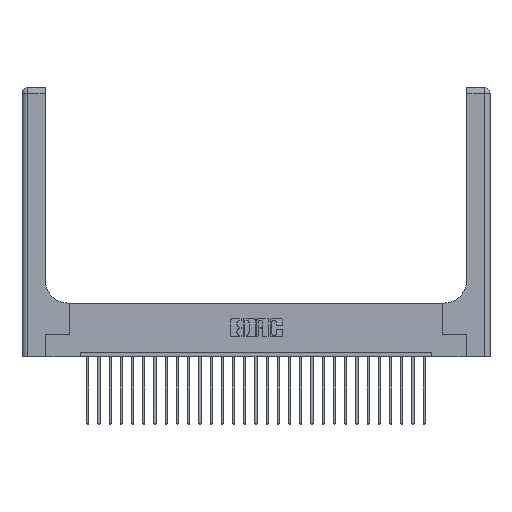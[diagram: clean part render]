
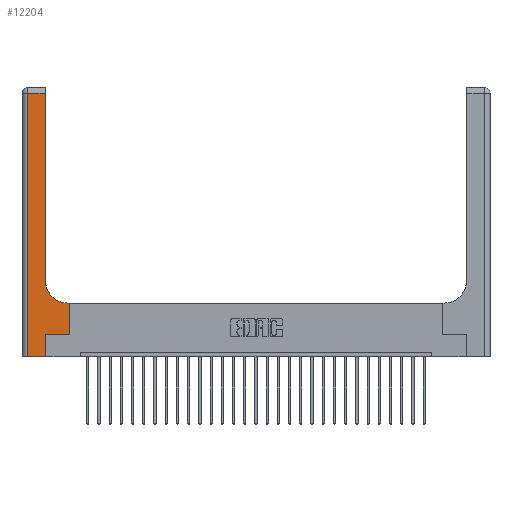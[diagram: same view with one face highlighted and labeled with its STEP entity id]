
A CAD part, top view. The second image highlights one B-rep face of the part: STEP entity #12204.
In plain terms, the highlighted planar face has unit normal (0, 0, 1).
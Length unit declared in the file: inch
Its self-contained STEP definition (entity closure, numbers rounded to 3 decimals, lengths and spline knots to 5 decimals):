
#64 = LINE ( 'NONE', #3345, #15845 ) ;
#149 = CARTESIAN_POINT ( 'NONE',  ( 0.51, 0.6, 0.37 ) ) ;
#202 = DIRECTION ( 'NONE',  ( 0., 1., 0. ) ) ;
#514 = DIRECTION ( 'NONE',  ( 0., 0., -1. ) ) ;
#711 = EDGE_CURVE ( 'NONE', #6916, #23510, #7936, .T. ) ;
#1033 = CARTESIAN_POINT ( 'NONE',  ( 0.26, 0.6, 0.37 ) ) ;
#1133 = DIRECTION ( 'NONE',  ( 1., 0., 0. ) ) ;
#2008 = CARTESIAN_POINT ( 'NONE',  ( 0.26, 2.94, 0.37 ) ) ;
#2735 = VECTOR ( 'NONE', #14658, 39.37008 ) ;
#2912 = EDGE_CURVE ( 'NONE', #4433, #6916, #17928, .T. ) ;
#3182 = CARTESIAN_POINT ( 'NONE',  ( 0., 3., 0.37 ) ) ;
#3345 = CARTESIAN_POINT ( 'NONE',  ( 0.265, 0., 0.37 ) ) ;
#3352 = DIRECTION ( 'NONE',  ( 0., 0., -1. ) ) ;
#4422 = LINE ( 'NONE', #17337, #19922 ) ;
#4433 = VERTEX_POINT ( 'NONE', #149 ) ;
#4604 = VECTOR ( 'NONE', #20893, 39.37008 ) ;
#5281 = EDGE_CURVE ( 'NONE', #22169, #4433, #15020, .T. ) ;
#5790 = ORIENTED_EDGE ( 'NONE', *, *, #2912, .T. ) ;
#5899 = VERTEX_POINT ( 'NONE', #20227 ) ;
#5924 = CARTESIAN_POINT ( 'NONE',  ( 0.06, 2.94, 0.37 ) ) ;
#6080 = FACE_OUTER_BOUND ( 'NONE', #22715, .T. ) ;
#6824 = AXIS2_PLACEMENT_3D ( 'NONE', #3182, #3352, #17411 ) ;
#6916 = VERTEX_POINT ( 'NONE', #23751 ) ;
#6972 = CARTESIAN_POINT ( 'NONE',  ( 0.528, 0.6, 0.37 ) ) ;
#7163 = CARTESIAN_POINT ( 'NONE',  ( 0., 0., 0.37 ) ) ;
#7419 = VERTEX_POINT ( 'NONE', #22639 ) ;
#7936 = LINE ( 'NONE', #22121, #23556 ) ;
#8765 = LINE ( 'NONE', #12477, #2735 ) ;
#9159 = LINE ( 'NONE', #7163, #24713 ) ;
#9192 = CARTESIAN_POINT ( 'NONE',  ( 0., 2.94, 0.37 ) ) ;
#9227 = DIRECTION ( 'NONE',  ( 1., 0., 0. ) ) ;
#9365 = DIRECTION ( 'NONE',  ( -1., 0., 0. ) ) ;
#10050 = VERTEX_POINT ( 'NONE', #5924 ) ;
#11718 = EDGE_CURVE ( 'NONE', #23703, #5899, #4422, .T. ) ;
#11889 = ORIENTED_EDGE ( 'NONE', *, *, #711, .T. ) ;
#12037 = VECTOR ( 'NONE', #9365, 39.37008 ) ;
#12204 = ADVANCED_FACE ( 'NONE', ( #6080 ), #21488, .F. ) ;
#12475 = DIRECTION ( 'NONE',  ( 1., 0., 0. ) ) ;
#12477 = CARTESIAN_POINT ( 'NONE',  ( 0.528, 0.25, 0.37 ) ) ;
#13452 = ORIENTED_EDGE ( 'NONE', *, *, #22162, .T. ) ;
#14355 = ORIENTED_EDGE ( 'NONE', *, *, #21911, .T. ) ;
#14658 = DIRECTION ( 'NONE',  ( 0., 1., 0. ) ) ;
#15020 = LINE ( 'NONE', #1033, #4604 ) ;
#15157 = CARTESIAN_POINT ( 'NONE',  ( 0.265, 0., 0.37 ) ) ;
#15316 = ORIENTED_EDGE ( 'NONE', *, *, #5281, .T. ) ;
#15597 = ORIENTED_EDGE ( 'NONE', *, *, #18493, .T. ) ;
#15845 = VECTOR ( 'NONE', #19911, 39.37008 ) ;
#16131 = VECTOR ( 'NONE', #24501, 39.37008 ) ;
#16246 = ORIENTED_EDGE ( 'NONE', *, *, #25192, .T. ) ;
#17171 = AXIS2_PLACEMENT_3D ( 'NONE', #18067, #514, #12475 ) ;
#17337 = CARTESIAN_POINT ( 'NONE',  ( 0.265, 0.25, 0.37 ) ) ;
#17411 = DIRECTION ( 'NONE',  ( -1., 0., 0. ) ) ;
#17928 = CIRCLE ( 'NONE', #17171, 0.25 ) ;
#17954 = LINE ( 'NONE', #9192, #12037 ) ;
#18067 = CARTESIAN_POINT ( 'NONE',  ( 0.51, 0.85, 0.37 ) ) ;
#18423 = CARTESIAN_POINT ( 'NONE',  ( 0.06, 3., 0.37 ) ) ;
#18493 = EDGE_CURVE ( 'NONE', #5899, #22169, #8765, .T. ) ;
#19911 = DIRECTION ( 'NONE',  ( 0., 1., 0. ) ) ;
#19922 = VECTOR ( 'NONE', #1133, 39.37008 ) ;
#20227 = CARTESIAN_POINT ( 'NONE',  ( 0.528, 0.25, 0.37 ) ) ;
#20480 = ORIENTED_EDGE ( 'NONE', *, *, #11718, .T. ) ;
#20543 = EDGE_CURVE ( 'NONE', #25435, #23703, #64, .T. ) ;
#20893 = DIRECTION ( 'NONE',  ( -1., 0., 0. ) ) ;
#21488 = PLANE ( 'NONE',  #6824 ) ;
#21911 = EDGE_CURVE ( 'NONE', #23510, #10050, #17954, .T. ) ;
#22121 = CARTESIAN_POINT ( 'NONE',  ( 0.26, 3., 0.37 ) ) ;
#22162 = EDGE_CURVE ( 'NONE', #7419, #25435, #9159, .T. ) ;
#22169 = VERTEX_POINT ( 'NONE', #6972 ) ;
#22621 = LINE ( 'NONE', #18423, #16131 ) ;
#22639 = CARTESIAN_POINT ( 'NONE',  ( 0.06, 0., 0.37 ) ) ;
#22715 = EDGE_LOOP ( 'NONE', ( #11889, #14355, #16246, #13452, #25268, #20480, #15597, #15316, #5790 ) ) ;
#23510 = VERTEX_POINT ( 'NONE', #2008 ) ;
#23556 = VECTOR ( 'NONE', #202, 39.37008 ) ;
#23703 = VERTEX_POINT ( 'NONE', #25199 ) ;
#23751 = CARTESIAN_POINT ( 'NONE',  ( 0.26, 0.85, 0.37 ) ) ;
#24501 = DIRECTION ( 'NONE',  ( 0., -1., 0. ) ) ;
#24713 = VECTOR ( 'NONE', #9227, 39.37008 ) ;
#25192 = EDGE_CURVE ( 'NONE', #10050, #7419, #22621, .T. ) ;
#25199 = CARTESIAN_POINT ( 'NONE',  ( 0.265, 0.25, 0.37 ) ) ;
#25268 = ORIENTED_EDGE ( 'NONE', *, *, #20543, .T. ) ;
#25435 = VERTEX_POINT ( 'NONE', #15157 ) ;
